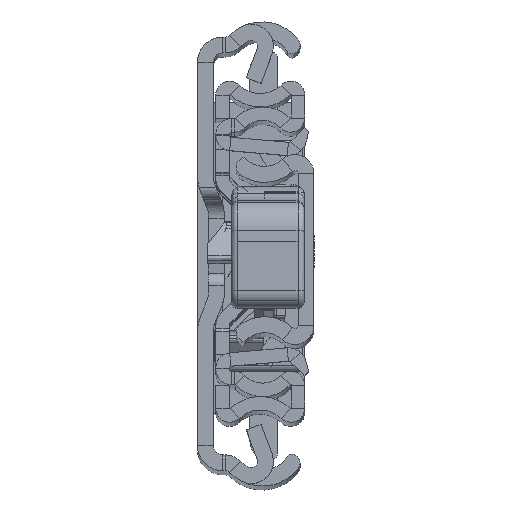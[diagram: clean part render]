
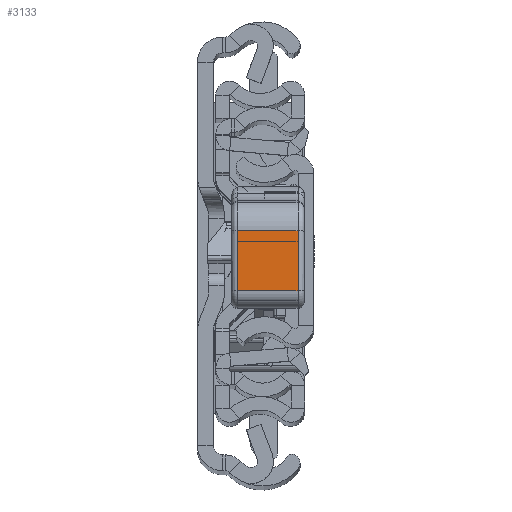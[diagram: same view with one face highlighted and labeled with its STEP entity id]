
A CAD part, top view. The second image highlights one B-rep face of the part: STEP entity #3133.
In plain terms, the highlighted face is planar.
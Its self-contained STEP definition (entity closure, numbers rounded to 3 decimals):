
#90 = CARTESIAN_POINT ( 'NONE',  ( 39.818, -2.465, 0. ) ) ;
#183 = CARTESIAN_POINT ( 'NONE',  ( 39.818, -2.465, 10. ) ) ;
#470 = EDGE_CURVE ( 'NONE', #9442, #3598, #5112, .T. ) ;
#1003 = ORIENTED_EDGE ( 'NONE', *, *, #4936, .T. ) ;
#1168 = LINE ( 'NONE', #3806, #19829 ) ;
#1809 = PLANE ( 'NONE',  #16523 ) ;
#3133 = ADVANCED_FACE ( 'NONE', ( #24277 ), #1809, .F. ) ;
#3355 = VECTOR ( 'NONE', #17098, 1000. ) ;
#3598 = VERTEX_POINT ( 'NONE', #17352 ) ;
#3806 = CARTESIAN_POINT ( 'NONE',  ( 39.55, -12.274, 0. ) ) ;
#4936 = EDGE_CURVE ( 'NONE', #6796, #17588, #1168, .T. ) ;
#5112 = LINE ( 'NONE', #9550, #3355 ) ;
#6796 = VERTEX_POINT ( 'NONE', #30507 ) ;
#9442 = VERTEX_POINT ( 'NONE', #183 ) ;
#9550 = CARTESIAN_POINT ( 'NONE',  ( 39.55, -12.274, 10. ) ) ;
#9847 = DIRECTION ( 'NONE',  ( -1., 0.027, 0. ) ) ;
#11963 = CARTESIAN_POINT ( 'NONE',  ( 39.818, -2.465, 11. ) ) ;
#12964 = EDGE_LOOP ( 'NONE', ( #20715, #1003, #31374, #32125 ) ) ;
#16523 = AXIS2_PLACEMENT_3D ( 'NONE', #31976, #9847, #21819 ) ;
#17041 = LINE ( 'NONE', #11963, #24922 ) ;
#17098 = DIRECTION ( 'NONE',  ( -0.027, -1., 0. ) ) ;
#17352 = CARTESIAN_POINT ( 'NONE',  ( 39.55, -12.274, 10. ) ) ;
#17588 = VERTEX_POINT ( 'NONE', #90 ) ;
#18555 = CARTESIAN_POINT ( 'NONE',  ( 39.55, -12.274, 11. ) ) ;
#19033 = DIRECTION ( 'NONE',  ( 0.027, 1., 0. ) ) ;
#19829 = VECTOR ( 'NONE', #19033, 1000. ) ;
#20199 = EDGE_CURVE ( 'NONE', #17588, #9442, #17041, .T. ) ;
#20715 = ORIENTED_EDGE ( 'NONE', *, *, #26321, .T. ) ;
#21819 = DIRECTION ( 'NONE',  ( -0.027, -1., 0. ) ) ;
#24277 = FACE_OUTER_BOUND ( 'NONE', #12964, .T. ) ;
#24922 = VECTOR ( 'NONE', #31460, 1000. ) ;
#26321 = EDGE_CURVE ( 'NONE', #3598, #6796, #30490, .T. ) ;
#30490 = LINE ( 'NONE', #18555, #30513 ) ;
#30507 = CARTESIAN_POINT ( 'NONE',  ( 39.55, -12.274, 0. ) ) ;
#30513 = VECTOR ( 'NONE', #30662, 1000. ) ;
#30662 = DIRECTION ( 'NONE',  ( 0., 0., -1. ) ) ;
#31374 = ORIENTED_EDGE ( 'NONE', *, *, #20199, .T. ) ;
#31460 = DIRECTION ( 'NONE',  ( 0., 0., 1. ) ) ;
#31976 = CARTESIAN_POINT ( 'NONE',  ( 39.55, -12.274, 11. ) ) ;
#32125 = ORIENTED_EDGE ( 'NONE', *, *, #470, .T. ) ;
